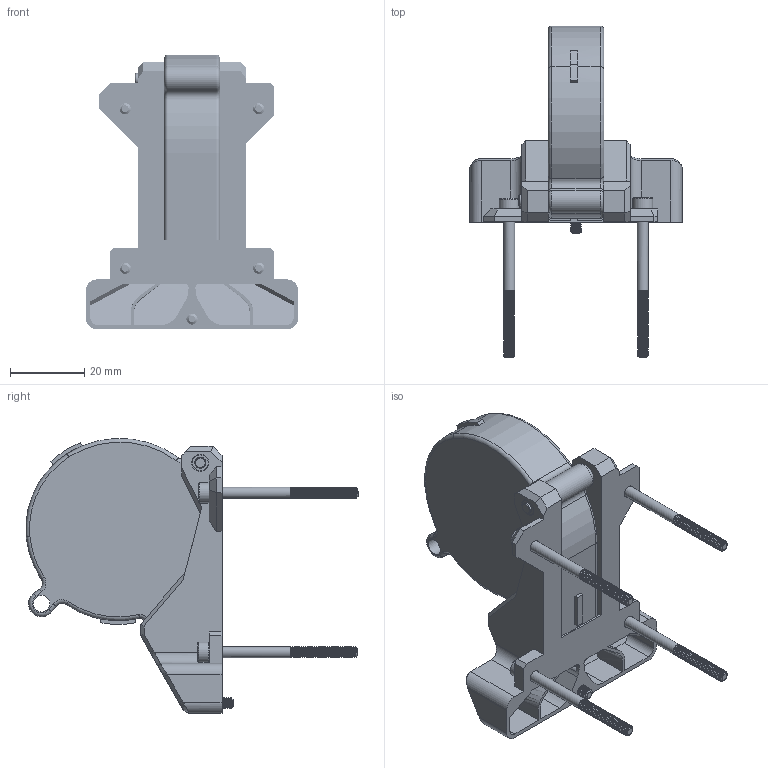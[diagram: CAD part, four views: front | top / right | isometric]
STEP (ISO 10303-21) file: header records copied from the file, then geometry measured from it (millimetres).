
FILE_DESCRIPTION(/* description */ (''),/* implementation_level */ '2;1');
FILE_NAME(/* name */ '5015_inlet_fi.step',/* time_stamp */ '2023-01-10T12:29:34-06:00',/* author */ (''),/* organization */ (''),/* preprocessor_version */ 'ST-DEVELOPER v19.2',/* originating_system */ 'Autodesk Translation Framework v11.17.0.187',/* authorisation */ '');
FILE_SCHEMA (('AUTOMOTIVE_DESIGN { 1 0 10303 214 3 1 1 }'));
Length unit declared in the file: millimetre
Products named in the file (7): 5015_inlet_fi; heat_insert_M3xD4.6xL4.0; 5015_inlet_fi_1; DIN 912 M3 25 mm; 5015 fan; PN508; PN500
Assembly tree (9 placements, depth 2):
  5015_inlet_fi
    heat_insert_M3xD4.6xL4.0
    5015_inlet_fi_1
    DIN 912 M3 25 mm
    5015 fan
    PN508  x4
    PN500
Bounding box: 57.2 x 89.52 x 74.13 mm (x, y, z)
Volume: 32284.6 mm3; surface area: 34054.2 mm2
Topology: 9 solids, 9 shells, 883 faces, 2395 edges, 1552 vertices
Faces by surface type: cylinder 456, plane 308, cone 52, bspline 39, torus 28
Full cylindrical faces by diameter (mm): 2.35 x151, 3 x157, 3.3 x7, 3.9 x1, 4 x1, 4.25 x1, 4.3 x1, 4.5 x2, 4.6 x2, 5.5 x6, 5.8 x1, 19.703 x1, 25 x1, 32 x1, 40.6 x1
Entity records: 30511 total; most frequent: CARTESIAN_POINT 15735, ORIENTED_EDGE 3176, DIRECTION 2837, EDGE_CURVE 1588, VERTEX_POINT 1024, AXIS2_PLACEMENT_3D 961, LINE 915, VECTOR 915
